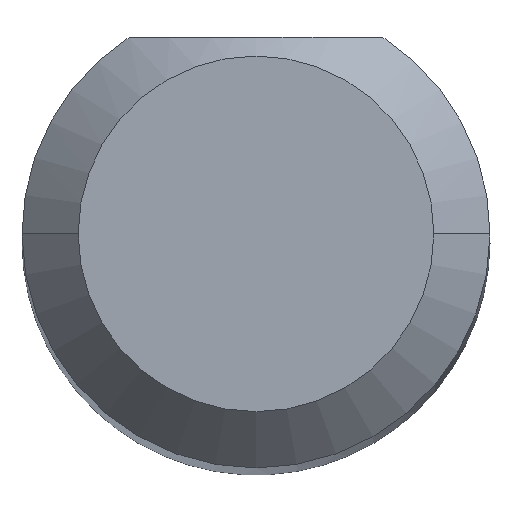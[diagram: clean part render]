
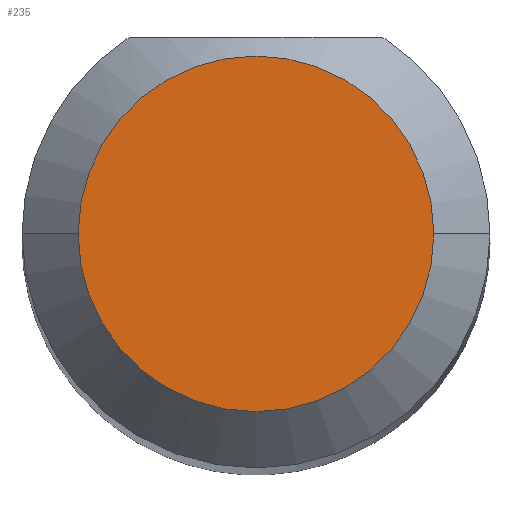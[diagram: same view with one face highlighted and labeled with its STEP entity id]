
A CAD part, top view. The second image highlights one B-rep face of the part: STEP entity #235.
In plain terms, the highlighted planar face has unit normal (0, 0, 1).
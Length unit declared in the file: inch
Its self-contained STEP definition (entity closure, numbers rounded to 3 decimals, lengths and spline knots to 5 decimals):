
#4 = AXIS2_PLACEMENT_3D ( 'NONE', #449, #423, #54 ) ;
#35 = CIRCLE ( 'NONE', #344, 0.0475 ) ;
#54 = DIRECTION ( 'NONE',  ( 1., 0., 0. ) ) ;
#58 = EDGE_LOOP ( 'NONE', ( #430, #210 ) ) ;
#64 = PLANE ( 'NONE',  #454 ) ;
#184 = EDGE_CURVE ( 'NONE', #260, #255, #35, .T. ) ;
#186 = FACE_OUTER_BOUND ( 'NONE', #58, .T. ) ;
#210 = ORIENTED_EDGE ( 'NONE', *, *, #184, .T. ) ;
#227 = CIRCLE ( 'NONE', #4, 0.0475 ) ;
#235 = ADVANCED_FACE ( 'NONE', ( #186 ), #64, .T. ) ;
#255 = VERTEX_POINT ( 'NONE', #471 ) ;
#260 = VERTEX_POINT ( 'NONE', #390 ) ;
#344 = AXIS2_PLACEMENT_3D ( 'NONE', #518, #385, #350 ) ;
#345 = DIRECTION ( 'NONE',  ( 0., 0., 1. ) ) ;
#349 = EDGE_CURVE ( 'NONE', #255, #260, #227, .T. ) ;
#350 = DIRECTION ( 'NONE',  ( 1., 0., 0. ) ) ;
#385 = DIRECTION ( 'NONE',  ( 0., 0., 1. ) ) ;
#390 = CARTESIAN_POINT ( 'NONE',  ( 0.0475, 0., 1.5 ) ) ;
#423 = DIRECTION ( 'NONE',  ( 0., 0., 1. ) ) ;
#430 = ORIENTED_EDGE ( 'NONE', *, *, #349, .T. ) ;
#449 = CARTESIAN_POINT ( 'NONE',  ( 0., 0., 1.5 ) ) ;
#454 = AXIS2_PLACEMENT_3D ( 'NONE', #478, #345, #520 ) ;
#471 = CARTESIAN_POINT ( 'NONE',  ( -0.0475, 0., 1.5 ) ) ;
#478 = CARTESIAN_POINT ( 'NONE',  ( 0., 0., 1.5 ) ) ;
#518 = CARTESIAN_POINT ( 'NONE',  ( 0., 0., 1.5 ) ) ;
#520 = DIRECTION ( 'NONE',  ( 1., 0., 0. ) ) ;
